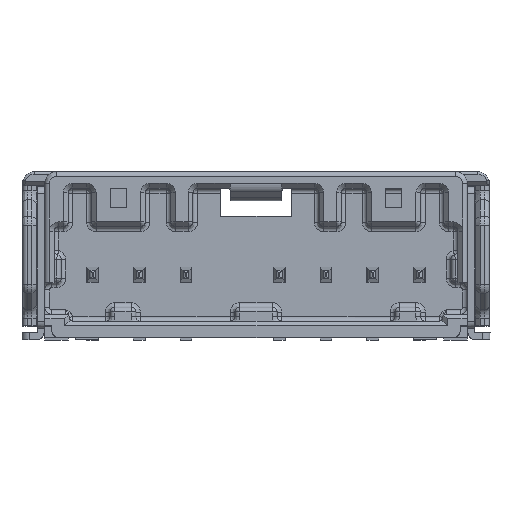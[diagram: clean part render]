
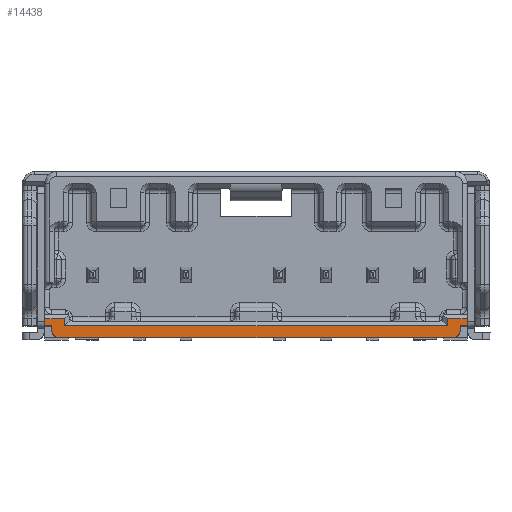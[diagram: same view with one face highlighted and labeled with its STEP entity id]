
A CAD part, top view. The second image highlights one B-rep face of the part: STEP entity #14438.
In plain terms, the highlighted planar face has unit normal (0, 0, 1).
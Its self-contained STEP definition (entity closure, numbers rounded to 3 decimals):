
#240 = CARTESIAN_POINT ( 'NONE',  ( 8.2, 0.9, 0. ) ) ;
#534 = LINE ( 'NONE', #6865, #16102 ) ;
#1029 = CARTESIAN_POINT ( 'NONE',  ( 8.2, 3.65, 0. ) ) ;
#1182 = VERTEX_POINT ( 'NONE', #240 ) ;
#1226 = CARTESIAN_POINT ( 'NONE',  ( -8.45, 0.1, 0. ) ) ;
#1294 = VERTEX_POINT ( 'NONE', #1226 ) ;
#1439 = ORIENTED_EDGE ( 'NONE', *, *, #6056, .F. ) ;
#1717 = ORIENTED_EDGE ( 'NONE', *, *, #5685, .F. ) ;
#2344 = CARTESIAN_POINT ( 'NONE',  ( 8.75, 0.6, 0. ) ) ;
#2348 = CARTESIAN_POINT ( 'NONE',  ( 8.75, 0.4, 0. ) ) ;
#2800 = CARTESIAN_POINT ( 'NONE',  ( 9.05, 0.1, 0. ) ) ;
#2854 = LINE ( 'NONE', #4879, #24741 ) ;
#2919 = DIRECTION ( 'NONE',  ( 1., 0., 0. ) ) ;
#3010 = CARTESIAN_POINT ( 'NONE',  ( 9.05, 0.6, 0. ) ) ;
#3305 = CARTESIAN_POINT ( 'NONE',  ( 0., 0.9, 0. ) ) ;
#4002 = CARTESIAN_POINT ( 'NONE',  ( -8.2, 3.65, 0. ) ) ;
#4306 = ORIENTED_EDGE ( 'NONE', *, *, #23464, .F. ) ;
#4472 = LINE ( 'NONE', #12669, #28474 ) ;
#4483 = ORIENTED_EDGE ( 'NONE', *, *, #23240, .F. ) ;
#4606 = VECTOR ( 'NONE', #12988, 1000. ) ;
#4878 = ORIENTED_EDGE ( 'NONE', *, *, #27293, .F. ) ;
#4879 = CARTESIAN_POINT ( 'NONE',  ( 0., 0.6, 0. ) ) ;
#4957 = DIRECTION ( 'NONE',  ( 0., 0., -1. ) ) ;
#4987 = EDGE_CURVE ( 'NONE', #25280, #23193, #10960, .T. ) ;
#5393 = LINE ( 'NONE', #20784, #24821 ) ;
#5467 = DIRECTION ( 'NONE',  ( 1., 0., 0. ) ) ;
#5595 = VECTOR ( 'NONE', #24353, 1000. ) ;
#5685 = EDGE_CURVE ( 'NONE', #21153, #19611, #17518, .T. ) ;
#5721 = CARTESIAN_POINT ( 'NONE',  ( -9.05, 0.9, 0. ) ) ;
#5875 = EDGE_CURVE ( 'NONE', #1294, #23193, #27811, .T. ) ;
#6056 = EDGE_CURVE ( 'NONE', #23130, #1182, #18727, .T. ) ;
#6184 = VECTOR ( 'NONE', #16568, 1000. ) ;
#6850 = AXIS2_PLACEMENT_3D ( 'NONE', #24109, #19664, #2919 ) ;
#6865 = CARTESIAN_POINT ( 'NONE',  ( 8.75, 0.6, 0. ) ) ;
#7966 = VECTOR ( 'NONE', #18052, 1000. ) ;
#8512 = VERTEX_POINT ( 'NONE', #3010 ) ;
#9100 = CARTESIAN_POINT ( 'NONE',  ( -8.75, 0.6, 0. ) ) ;
#9147 = EDGE_CURVE ( 'NONE', #11449, #8512, #13871, .T. ) ;
#9380 = PLANE ( 'NONE',  #6850 ) ;
#10315 = VERTEX_POINT ( 'NONE', #18904 ) ;
#10681 = DIRECTION ( 'NONE',  ( 1., 0., 0. ) ) ;
#10810 = VERTEX_POINT ( 'NONE', #5721 ) ;
#10895 = VECTOR ( 'NONE', #28329, 1000. ) ;
#10960 = LINE ( 'NONE', #26514, #4606 ) ;
#11062 = ORIENTED_EDGE ( 'NONE', *, *, #5875, .F. ) ;
#11378 = VERTEX_POINT ( 'NONE', #2344 ) ;
#11386 = CARTESIAN_POINT ( 'NONE',  ( 0., 0.6, 0. ) ) ;
#11449 = VERTEX_POINT ( 'NONE', #11536 ) ;
#11536 = CARTESIAN_POINT ( 'NONE',  ( 9.05, 0.9, 0. ) ) ;
#11538 = LINE ( 'NONE', #20330, #5595 ) ;
#11560 = EDGE_CURVE ( 'NONE', #10810, #21153, #13704, .T. ) ;
#11963 = LINE ( 'NONE', #16994, #16508 ) ;
#12669 = CARTESIAN_POINT ( 'NONE',  ( 0., 0.9, 0. ) ) ;
#12988 = DIRECTION ( 'NONE',  ( 0., -1., 0. ) ) ;
#13033 = CIRCLE ( 'NONE', #13957, 0.3 ) ;
#13704 = LINE ( 'NONE', #3305, #23619 ) ;
#13871 = LINE ( 'NONE', #2800, #7966 ) ;
#13957 = AXIS2_PLACEMENT_3D ( 'NONE', #22792, #4957, #20358 ) ;
#14055 = DIRECTION ( 'NONE',  ( 0., 1., 0. ) ) ;
#14288 = ORIENTED_EDGE ( 'NONE', *, *, #4987, .T. ) ;
#14438 = ADVANCED_FACE ( 'NONE', ( #15335 ), #9380, .F. ) ;
#14512 = EDGE_CURVE ( 'NONE', #1294, #10315, #11963, .T. ) ;
#14662 = EDGE_CURVE ( 'NONE', #1182, #11449, #4472, .T. ) ;
#14884 = ORIENTED_EDGE ( 'NONE', *, *, #11560, .F. ) ;
#15335 = FACE_OUTER_BOUND ( 'NONE', #26678, .T. ) ;
#16102 = VECTOR ( 'NONE', #14055, 1000. ) ;
#16508 = VECTOR ( 'NONE', #27657, 1000. ) ;
#16551 = VECTOR ( 'NONE', #26226, 1000. ) ;
#16568 = DIRECTION ( 'NONE',  ( 0., 1., 0. ) ) ;
#16769 = ORIENTED_EDGE ( 'NONE', *, *, #14512, .T. ) ;
#16994 = CARTESIAN_POINT ( 'NONE',  ( 9.05, 0.1, 0. ) ) ;
#17395 = ORIENTED_EDGE ( 'NONE', *, *, #19188, .F. ) ;
#17515 = EDGE_CURVE ( 'NONE', #19244, #11378, #534, .T. ) ;
#17518 = LINE ( 'NONE', #4002, #10895 ) ;
#17695 = AXIS2_PLACEMENT_3D ( 'NONE', #27966, #23651, #10681 ) ;
#18052 = DIRECTION ( 'NONE',  ( 0., -1., 0. ) ) ;
#18727 = LINE ( 'NONE', #1029, #6184 ) ;
#18904 = CARTESIAN_POINT ( 'NONE',  ( 8.45, 0.1, 0. ) ) ;
#19188 = EDGE_CURVE ( 'NONE', #25788, #10810, #11538, .T. ) ;
#19244 = VERTEX_POINT ( 'NONE', #2348 ) ;
#19611 = VERTEX_POINT ( 'NONE', #24315 ) ;
#19664 = DIRECTION ( 'NONE',  ( 0., 0., -1. ) ) ;
#20271 = ORIENTED_EDGE ( 'NONE', *, *, #22143, .F. ) ;
#20330 = CARTESIAN_POINT ( 'NONE',  ( -9.05, 0.1, 0. ) ) ;
#20358 = DIRECTION ( 'NONE',  ( -1., 0., 0. ) ) ;
#20784 = CARTESIAN_POINT ( 'NONE',  ( 0., 0.6, 0. ) ) ;
#20926 = CARTESIAN_POINT ( 'NONE',  ( -8.75, 0.4, 0. ) ) ;
#21153 = VERTEX_POINT ( 'NONE', #23604 ) ;
#21570 = ORIENTED_EDGE ( 'NONE', *, *, #17515, .T. ) ;
#21600 = DIRECTION ( 'NONE',  ( 1., 0., 0. ) ) ;
#22143 = EDGE_CURVE ( 'NONE', #19244, #10315, #13033, .T. ) ;
#22575 = DIRECTION ( 'NONE',  ( -1., 0., 0. ) ) ;
#22784 = ORIENTED_EDGE ( 'NONE', *, *, #14662, .F. ) ;
#22792 = CARTESIAN_POINT ( 'NONE',  ( 8.45, 0.4, 0. ) ) ;
#23130 = VERTEX_POINT ( 'NONE', #26842 ) ;
#23193 = VERTEX_POINT ( 'NONE', #20926 ) ;
#23240 = EDGE_CURVE ( 'NONE', #8512, #11378, #5393, .T. ) ;
#23464 = EDGE_CURVE ( 'NONE', #19611, #23130, #24488, .T. ) ;
#23604 = CARTESIAN_POINT ( 'NONE',  ( -8.2, 0.9, 0. ) ) ;
#23619 = VECTOR ( 'NONE', #5467, 1000. ) ;
#23651 = DIRECTION ( 'NONE',  ( 0., 0., -1. ) ) ;
#23802 = ORIENTED_EDGE ( 'NONE', *, *, #9147, .F. ) ;
#24109 = CARTESIAN_POINT ( 'NONE',  ( 0., 3.65, 0. ) ) ;
#24315 = CARTESIAN_POINT ( 'NONE',  ( -8.2, 0.6, 0. ) ) ;
#24353 = DIRECTION ( 'NONE',  ( 0., 1., 0. ) ) ;
#24488 = LINE ( 'NONE', #11386, #16551 ) ;
#24741 = VECTOR ( 'NONE', #22575, 1000. ) ;
#24821 = VECTOR ( 'NONE', #27407, 1000. ) ;
#25280 = VERTEX_POINT ( 'NONE', #9100 ) ;
#25597 = CARTESIAN_POINT ( 'NONE',  ( -9.05, 0.6, 0. ) ) ;
#25788 = VERTEX_POINT ( 'NONE', #25597 ) ;
#26226 = DIRECTION ( 'NONE',  ( 1., 0., 0. ) ) ;
#26514 = CARTESIAN_POINT ( 'NONE',  ( -8.75, 0., 0. ) ) ;
#26678 = EDGE_LOOP ( 'NONE', ( #4483, #23802, #22784, #1439, #4306, #1717, #14884, #17395, #4878, #14288, #11062, #16769, #20271, #21570 ) ) ;
#26842 = CARTESIAN_POINT ( 'NONE',  ( 8.2, 0.6, 0. ) ) ;
#27293 = EDGE_CURVE ( 'NONE', #25280, #25788, #2854, .T. ) ;
#27407 = DIRECTION ( 'NONE',  ( -1., 0., 0. ) ) ;
#27657 = DIRECTION ( 'NONE',  ( 1., 0., 0. ) ) ;
#27811 = CIRCLE ( 'NONE', #17695, 0.3 ) ;
#27966 = CARTESIAN_POINT ( 'NONE',  ( -8.45, 0.4, 0. ) ) ;
#28329 = DIRECTION ( 'NONE',  ( 0., -1., 0. ) ) ;
#28474 = VECTOR ( 'NONE', #21600, 1000. ) ;
